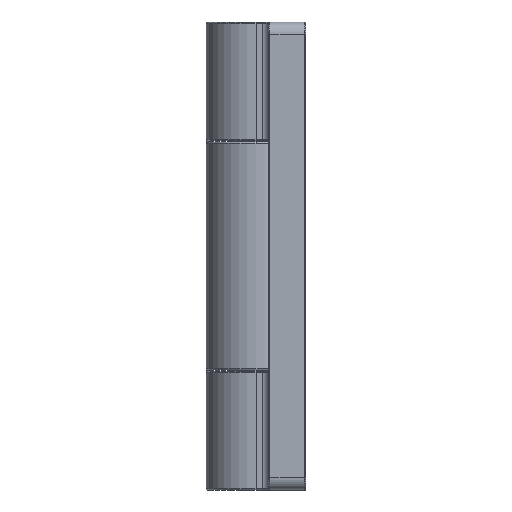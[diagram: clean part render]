
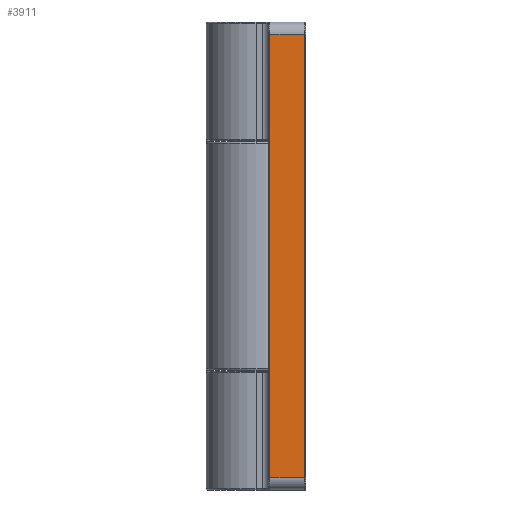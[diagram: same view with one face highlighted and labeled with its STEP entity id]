
A CAD part, left-side view. The second image highlights one B-rep face of the part: STEP entity #3911.
In plain terms, the highlighted planar face has unit normal (-1, 0, 0).
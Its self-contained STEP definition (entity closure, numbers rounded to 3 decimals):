
#3839 = EDGE_CURVE ( 'NONE', #3906, #3910, #23574, .T. ) ;
#3904 = EDGE_CURVE ( 'NONE', #3907, #3915, #23698, .T. ) ;
#3905 = EDGE_CURVE ( 'NONE', #3910, #3907, #23693, .T. ) ;
#3906 = VERTEX_POINT ( 'NONE', #23712 ) ;
#3907 = VERTEX_POINT ( 'NONE', #23692 ) ;
#3908 = ORIENTED_EDGE ( 'NONE', *, *, #3914, .T. ) ;
#3909 = ORIENTED_EDGE ( 'NONE', *, *, #3839, .T. ) ;
#3910 = VERTEX_POINT ( 'NONE', #23706 ) ;
#3911 = ADVANCED_FACE ( 'NONE', ( #23653 ), #23707, .F. ) ;
#3912 = EDGE_LOOP ( 'NONE', ( #3916, #3913, #3908, #3909 ) ) ;
#3913 = ORIENTED_EDGE ( 'NONE', *, *, #3904, .T. ) ;
#3914 = EDGE_CURVE ( 'NONE', #3915, #3906, #23739, .T. ) ;
#3915 = VERTEX_POINT ( 'NONE', #23688 ) ;
#3916 = ORIENTED_EDGE ( 'NONE', *, *, #3905, .T. ) ;
#23530 = DIRECTION ( 'NONE',  ( 0., 0., -1. ) ) ;
#23532 = VECTOR ( 'NONE', #23530, 1000. ) ;
#23568 = CARTESIAN_POINT ( 'NONE',  ( -37.5, 5.8, 75. ) ) ;
#23574 = LINE ( 'NONE', #23568, #23532 ) ;
#23653 = FACE_OUTER_BOUND ( 'NONE', #3912, .T. ) ;
#23684 = AXIS2_PLACEMENT_3D ( 'NONE', #23686, #23738, #23737 ) ;
#23686 = CARTESIAN_POINT ( 'NONE',  ( -37.5, 0., 75. ) ) ;
#23688 = CARTESIAN_POINT ( 'NONE',  ( -37.5, 0.2, 73. ) ) ;
#23689 = DIRECTION ( 'NONE',  ( 0., -1., 0. ) ) ;
#23690 = VECTOR ( 'NONE', #23689, 1000. ) ;
#23691 = CARTESIAN_POINT ( 'NONE',  ( -37.5, 0., 2. ) ) ;
#23692 = CARTESIAN_POINT ( 'NONE',  ( -37.5, 0.2, 2. ) ) ;
#23693 = LINE ( 'NONE', #23691, #23690 ) ;
#23694 = DIRECTION ( 'NONE',  ( 0., 0., 1. ) ) ;
#23695 = VECTOR ( 'NONE', #23694, 1000. ) ;
#23697 = CARTESIAN_POINT ( 'NONE',  ( -37.5, 0.2, 75. ) ) ;
#23698 = LINE ( 'NONE', #23697, #23695 ) ;
#23706 = CARTESIAN_POINT ( 'NONE',  ( -37.5, 5.8, 2. ) ) ;
#23707 = PLANE ( 'NONE',  #23684 ) ;
#23712 = CARTESIAN_POINT ( 'NONE',  ( -37.5, 5.8, 73. ) ) ;
#23733 = DIRECTION ( 'NONE',  ( 0., 1., 0. ) ) ;
#23734 = VECTOR ( 'NONE', #23733, 1000. ) ;
#23735 = CARTESIAN_POINT ( 'NONE',  ( -37.5, 6., 73. ) ) ;
#23737 = DIRECTION ( 'NONE',  ( 0., 0., -1. ) ) ;
#23738 = DIRECTION ( 'NONE',  ( 1., 0., 0. ) ) ;
#23739 = LINE ( 'NONE', #23735, #23734 ) ;
